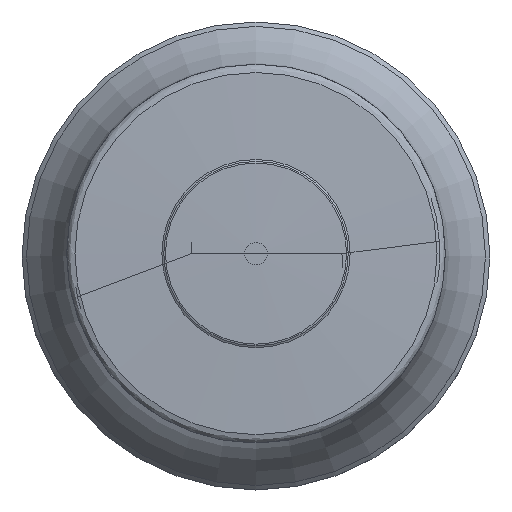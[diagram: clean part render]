
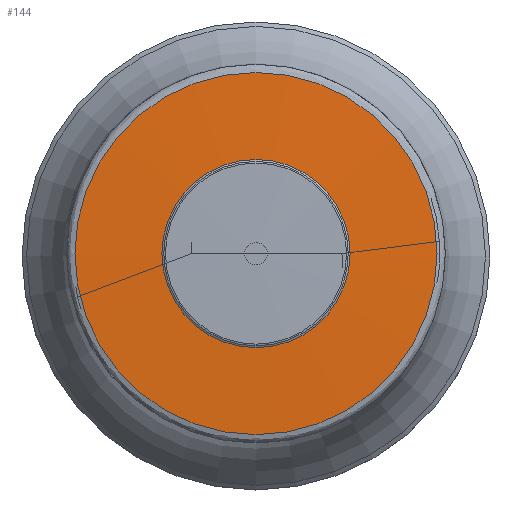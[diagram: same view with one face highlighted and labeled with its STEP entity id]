
A CAD part, top view. The second image highlights one B-rep face of the part: STEP entity #144.
In plain terms, the highlighted face is a revolution surface.
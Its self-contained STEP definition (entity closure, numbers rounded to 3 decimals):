
#34=SURFACE_OF_REVOLUTION('',#81,#40);
#40=AXIS1_PLACEMENT('',#732,#575);
#81=B_SPLINE_CURVE_WITH_KNOTS('',5,(#726,#727,#728,#729,#730,#731),
 .UNSPECIFIED.,.F.,.F.,(6,6),(0.,1.),.UNSPECIFIED.);
#144=ADVANCED_FACE('',(#193,#194),#34,.F.);
#193=FACE_BOUND('',#242,.T.);
#194=FACE_BOUND('',#243,.T.);
#242=EDGE_LOOP('',(#316));
#243=EDGE_LOOP('',(#317));
#316=ORIENTED_EDGE('',*,*,#391,.T.);
#317=ORIENTED_EDGE('',*,*,#390,.F.);
#353=VERTEX_POINT('',#704);
#354=VERTEX_POINT('',#725);
#390=EDGE_CURVE('',#353,#353,#413,.T.);
#391=EDGE_CURVE('',#354,#354,#414,.T.);
#413=CIRCLE('',#463,16.255);
#414=CIRCLE('',#464,8.446);
#463=AXIS2_PLACEMENT_3D('',#703,#570,#571);
#464=AXIS2_PLACEMENT_3D('',#724,#573,#574);
#570=DIRECTION('',(0.,0.,-1.));
#571=DIRECTION('',(-1.,0.,0.));
#573=DIRECTION('',(0.,0.,-1.));
#574=DIRECTION('',(-1.,0.,0.));
#575=DIRECTION('',(0.,0.,-1.));
#703=CARTESIAN_POINT('',(0.,0.,126.442));
#704=CARTESIAN_POINT('',(-16.255,0.,126.442));
#724=CARTESIAN_POINT('',(0.,0.,126.725));
#725=CARTESIAN_POINT('',(-8.446,0.,126.725));
#726=CARTESIAN_POINT('',(16.255,0.,126.442));
#727=CARTESIAN_POINT('',(14.693,0.,126.499));
#728=CARTESIAN_POINT('',(13.131,0.,126.555));
#729=CARTESIAN_POINT('',(11.57,0.,126.612));
#730=CARTESIAN_POINT('',(10.008,0.,126.669));
#731=CARTESIAN_POINT('',(8.446,0.,126.725));
#732=CARTESIAN_POINT('',(0.,0.,0.));
